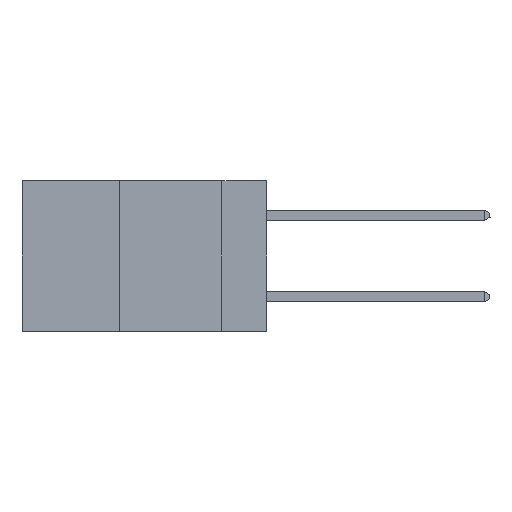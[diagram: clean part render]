
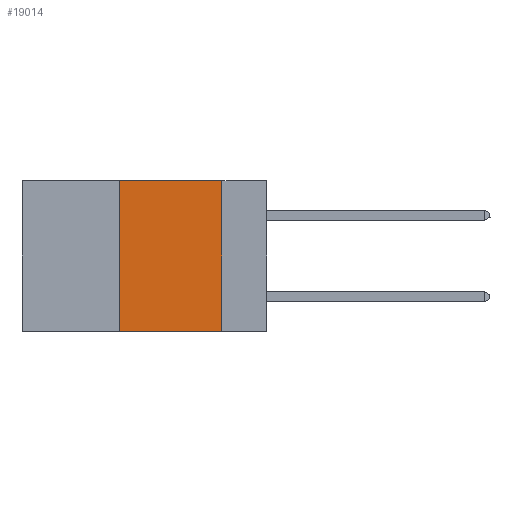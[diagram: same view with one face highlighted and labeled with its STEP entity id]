
A CAD part, left-side view. The second image highlights one B-rep face of the part: STEP entity #19014.
In plain terms, the highlighted planar face has unit normal (-1, 0, 0).
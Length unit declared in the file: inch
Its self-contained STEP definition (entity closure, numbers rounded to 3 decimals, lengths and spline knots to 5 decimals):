
#812 = DIRECTION ( 'NONE',  ( 0., 0., 1. ) ) ;
#3292 = CARTESIAN_POINT ( 'NONE',  ( 0., 0.36, -0.37 ) ) ;
#3715 = VECTOR ( 'NONE', #7033, 39.37008 ) ;
#3797 = VERTEX_POINT ( 'NONE', #3292 ) ;
#5423 = ORIENTED_EDGE ( 'NONE', *, *, #24354, .F. ) ;
#6993 = CARTESIAN_POINT ( 'NONE',  ( 0., 0.11, -0.37 ) ) ;
#7033 = DIRECTION ( 'NONE',  ( 0., -1., 0. ) ) ;
#8017 = DIRECTION ( 'NONE',  ( 0., 0., -1. ) ) ;
#8331 = FACE_OUTER_BOUND ( 'NONE', #32334, .T. ) ;
#8610 = CARTESIAN_POINT ( 'NONE',  ( 0., 0.11, 0. ) ) ;
#9777 = VECTOR ( 'NONE', #18510, 39.37008 ) ;
#9787 = CARTESIAN_POINT ( 'NONE',  ( 0., 0.36, 0. ) ) ;
#10038 = LINE ( 'NONE', #16213, #3715 ) ;
#10853 = VERTEX_POINT ( 'NONE', #9787 ) ;
#11124 = DIRECTION ( 'NONE',  ( 1., 0., 0. ) ) ;
#11822 = ORIENTED_EDGE ( 'NONE', *, *, #38211, .T. ) ;
#14148 = ORIENTED_EDGE ( 'NONE', *, *, #30660, .F. ) ;
#16213 = CARTESIAN_POINT ( 'NONE',  ( 0., 0.6, 0. ) ) ;
#18510 = DIRECTION ( 'NONE',  ( 0., -1., 0. ) ) ;
#19014 = ADVANCED_FACE ( 'NONE', ( #8331 ), #20491, .F. ) ;
#19966 = ORIENTED_EDGE ( 'NONE', *, *, #21629, .F. ) ;
#20293 = CARTESIAN_POINT ( 'NONE',  ( 0., 0.6, 0. ) ) ;
#20491 = PLANE ( 'NONE',  #32778 ) ;
#21355 = VERTEX_POINT ( 'NONE', #27527 ) ;
#21629 = EDGE_CURVE ( 'NONE', #21355, #36312, #23161, .T. ) ;
#21902 = LINE ( 'NONE', #27869, #9777 ) ;
#23161 = LINE ( 'NONE', #8610, #25296 ) ;
#24140 = VECTOR ( 'NONE', #812, 39.37008 ) ;
#24354 = EDGE_CURVE ( 'NONE', #3797, #10853, #28131, .T. ) ;
#25296 = VECTOR ( 'NONE', #8017, 39.37008 ) ;
#27527 = CARTESIAN_POINT ( 'NONE',  ( 0., 0.11, 0. ) ) ;
#27869 = CARTESIAN_POINT ( 'NONE',  ( 0., 0.6, -0.37 ) ) ;
#28131 = LINE ( 'NONE', #33737, #24140 ) ;
#30660 = EDGE_CURVE ( 'NONE', #10853, #21355, #10038, .T. ) ;
#32334 = EDGE_LOOP ( 'NONE', ( #19966, #14148, #5423, #11822 ) ) ;
#32449 = DIRECTION ( 'NONE',  ( 0., 0., -1. ) ) ;
#32778 = AXIS2_PLACEMENT_3D ( 'NONE', #20293, #11124, #32449 ) ;
#33737 = CARTESIAN_POINT ( 'NONE',  ( 0., 0.36, 0. ) ) ;
#36312 = VERTEX_POINT ( 'NONE', #6993 ) ;
#38211 = EDGE_CURVE ( 'NONE', #3797, #36312, #21902, .T. ) ;
